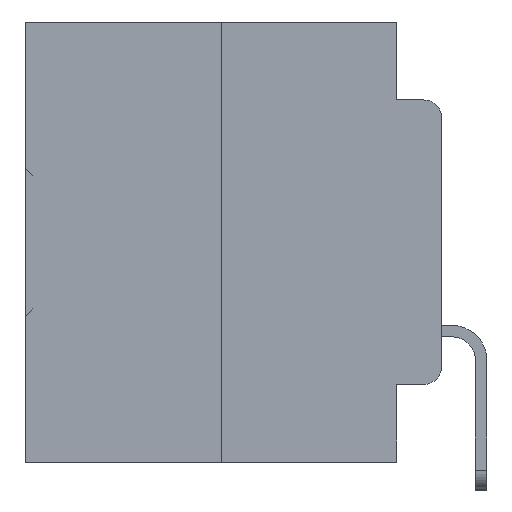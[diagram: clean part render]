
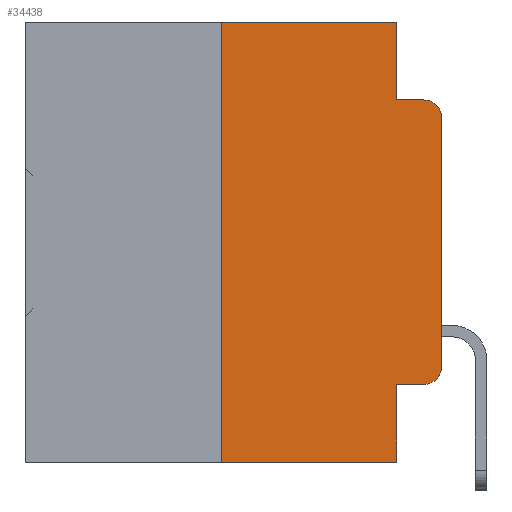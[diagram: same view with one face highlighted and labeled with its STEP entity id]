
A CAD part, left-side view. The second image highlights one B-rep face of the part: STEP entity #34438.
In plain terms, the highlighted planar face has unit normal (-1, 0, 0).
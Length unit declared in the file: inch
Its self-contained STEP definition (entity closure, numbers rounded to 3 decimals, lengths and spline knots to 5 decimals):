
#26 = EDGE_CURVE ( 'NONE', #11788, #34256, #32878, .T. ) ;
#174 = DIRECTION ( 'NONE',  ( 0., 0., -1. ) ) ;
#270 = VECTOR ( 'NONE', #9958, 39.37008 ) ;
#911 = CARTESIAN_POINT ( 'NONE',  ( 0., 0., -0.3915 ) ) ;
#1239 = VECTOR ( 'NONE', #12732, 39.37008 ) ;
#1262 = LINE ( 'NONE', #16002, #29750 ) ;
#1368 = VERTEX_POINT ( 'NONE', #17558 ) ;
#1627 = EDGE_CURVE ( 'NONE', #28569, #12197, #2287, .T. ) ;
#2275 = VECTOR ( 'NONE', #31422, 39.37008 ) ;
#2287 = LINE ( 'NONE', #26580, #16300 ) ;
#2397 = LINE ( 'NONE', #18569, #30773 ) ;
#3734 = DIRECTION ( 'NONE',  ( -1., 0., 0. ) ) ;
#4183 = ORIENTED_EDGE ( 'NONE', *, *, #14420, .F. ) ;
#4309 = FACE_OUTER_BOUND ( 'NONE', #15778, .T. ) ;
#4496 = CARTESIAN_POINT ( 'NONE',  ( 0., 0.051, 0. ) ) ;
#4678 = LINE ( 'NONE', #16656, #32909 ) ;
#4684 = DIRECTION ( 'NONE',  ( 0., -1., 0. ) ) ;
#4851 = CARTESIAN_POINT ( 'NONE',  ( 0., 0.051, -0.0885 ) ) ;
#5564 = CIRCLE ( 'NONE', #18706, 0.02 ) ;
#5626 = CARTESIAN_POINT ( 'NONE',  ( 0., 0.02, -0.1085 ) ) ;
#6111 = ORIENTED_EDGE ( 'NONE', *, *, #26566, .F. ) ;
#6550 = VECTOR ( 'NONE', #13553, 39.37008 ) ;
#6703 = CARTESIAN_POINT ( 'NONE',  ( 0., 0., 0. ) ) ;
#7124 = CARTESIAN_POINT ( 'NONE',  ( 0., 0.473, 0. ) ) ;
#7269 = CARTESIAN_POINT ( 'NONE',  ( 0., 0.02, -0.3915 ) ) ;
#7666 = ORIENTED_EDGE ( 'NONE', *, *, #20631, .T. ) ;
#8453 = DIRECTION ( 'NONE',  ( 0., 0., -1. ) ) ;
#8662 = ORIENTED_EDGE ( 'NONE', *, *, #11211, .T. ) ;
#9796 = LINE ( 'NONE', #6703, #2275 ) ;
#9943 = CARTESIAN_POINT ( 'NONE',  ( 0., 0.051, 0. ) ) ;
#9958 = DIRECTION ( 'NONE',  ( 0., -1., 0. ) ) ;
#10532 = ORIENTED_EDGE ( 'NONE', *, *, #15088, .T. ) ;
#10827 = CARTESIAN_POINT ( 'NONE',  ( 0., 0., -0.1085 ) ) ;
#11211 = EDGE_CURVE ( 'NONE', #34256, #19732, #9796, .T. ) ;
#11788 = VERTEX_POINT ( 'NONE', #23876 ) ;
#11965 = VERTEX_POINT ( 'NONE', #19216 ) ;
#12197 = VERTEX_POINT ( 'NONE', #30799 ) ;
#12732 = DIRECTION ( 'NONE',  ( 0., 0., -1. ) ) ;
#13359 = DIRECTION ( 'NONE',  ( 0., 0., 1. ) ) ;
#13553 = DIRECTION ( 'NONE',  ( 0., -1., 0. ) ) ;
#14420 = EDGE_CURVE ( 'NONE', #33681, #1368, #1262, .T. ) ;
#14456 = DIRECTION ( 'NONE',  ( 0., 0., -1. ) ) ;
#14700 = CARTESIAN_POINT ( 'NONE',  ( 0., 0.473, 0. ) ) ;
#15039 = ORIENTED_EDGE ( 'NONE', *, *, #1627, .F. ) ;
#15088 = EDGE_CURVE ( 'NONE', #11965, #11788, #28434, .T. ) ;
#15778 = EDGE_LOOP ( 'NONE', ( #8662, #25657, #15039, #6111, #34157, #4183, #7666, #19606, #10532, #35274 ) ) ;
#16002 = CARTESIAN_POINT ( 'NONE',  ( 0., 0.25, 0. ) ) ;
#16300 = VECTOR ( 'NONE', #16689, 39.37008 ) ;
#16656 = CARTESIAN_POINT ( 'NONE',  ( 0., 0.051, 0. ) ) ;
#16689 = DIRECTION ( 'NONE',  ( 0., -1., 0. ) ) ;
#17501 = DIRECTION ( 'NONE',  ( 0., 0., -1. ) ) ;
#17558 = CARTESIAN_POINT ( 'NONE',  ( 0., 0.25, 0. ) ) ;
#18362 = VERTEX_POINT ( 'NONE', #4496 ) ;
#18569 = CARTESIAN_POINT ( 'NONE',  ( 0., 0.473, -0.5 ) ) ;
#18706 = AXIS2_PLACEMENT_3D ( 'NONE', #5626, #24955, #8453 ) ;
#19216 = CARTESIAN_POINT ( 'NONE',  ( 0., 0.051, -0.4115 ) ) ;
#19255 = EDGE_CURVE ( 'NONE', #11965, #32243, #4678, .T. ) ;
#19606 = ORIENTED_EDGE ( 'NONE', *, *, #19255, .F. ) ;
#19732 = VERTEX_POINT ( 'NONE', #10827 ) ;
#20631 = EDGE_CURVE ( 'NONE', #33681, #32243, #2397, .T. ) ;
#20864 = CARTESIAN_POINT ( 'NONE',  ( 0., 0.051, -0.5 ) ) ;
#21739 = LINE ( 'NONE', #7124, #270 ) ;
#23876 = CARTESIAN_POINT ( 'NONE',  ( 0., 0.02, -0.4115 ) ) ;
#24955 = DIRECTION ( 'NONE',  ( -1., 0., 0. ) ) ;
#25657 = ORIENTED_EDGE ( 'NONE', *, *, #35504, .T. ) ;
#26074 = CARTESIAN_POINT ( 'NONE',  ( 0., 0.25, -0.5 ) ) ;
#26566 = EDGE_CURVE ( 'NONE', #18362, #28569, #30564, .T. ) ;
#26580 = CARTESIAN_POINT ( 'NONE',  ( 0., 0.051, -0.0885 ) ) ;
#28434 = LINE ( 'NONE', #32480, #6550 ) ;
#28569 = VERTEX_POINT ( 'NONE', #4851 ) ;
#29750 = VECTOR ( 'NONE', #13359, 39.37008 ) ;
#30389 = AXIS2_PLACEMENT_3D ( 'NONE', #14700, #33603, #17501 ) ;
#30564 = LINE ( 'NONE', #9943, #1239 ) ;
#30773 = VECTOR ( 'NONE', #4684, 39.37008 ) ;
#30799 = CARTESIAN_POINT ( 'NONE',  ( 0., 0.02, -0.0885 ) ) ;
#30934 = PLANE ( 'NONE',  #30389 ) ;
#31422 = DIRECTION ( 'NONE',  ( 0., 0., 1. ) ) ;
#32243 = VERTEX_POINT ( 'NONE', #20864 ) ;
#32480 = CARTESIAN_POINT ( 'NONE',  ( 0., 0.051, -0.4115 ) ) ;
#32878 = CIRCLE ( 'NONE', #33144, 0.02 ) ;
#32909 = VECTOR ( 'NONE', #174, 39.37008 ) ;
#33144 = AXIS2_PLACEMENT_3D ( 'NONE', #7269, #3734, #14456 ) ;
#33603 = DIRECTION ( 'NONE',  ( 1., 0., 0. ) ) ;
#33681 = VERTEX_POINT ( 'NONE', #26074 ) ;
#34157 = ORIENTED_EDGE ( 'NONE', *, *, #34357, .F. ) ;
#34256 = VERTEX_POINT ( 'NONE', #911 ) ;
#34357 = EDGE_CURVE ( 'NONE', #1368, #18362, #21739, .T. ) ;
#34438 = ADVANCED_FACE ( 'NONE', ( #4309 ), #30934, .F. ) ;
#35274 = ORIENTED_EDGE ( 'NONE', *, *, #26, .T. ) ;
#35504 = EDGE_CURVE ( 'NONE', #19732, #12197, #5564, .T. ) ;
